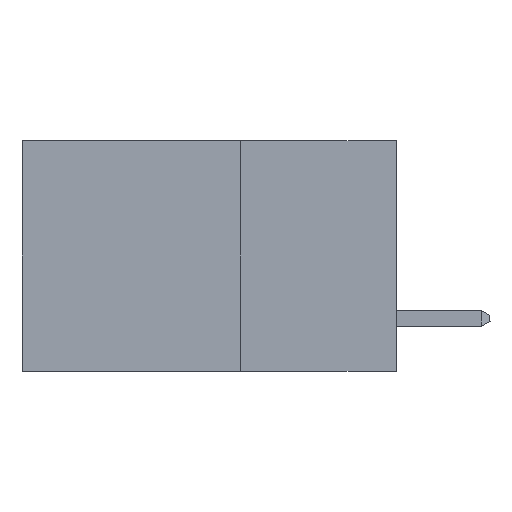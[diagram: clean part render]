
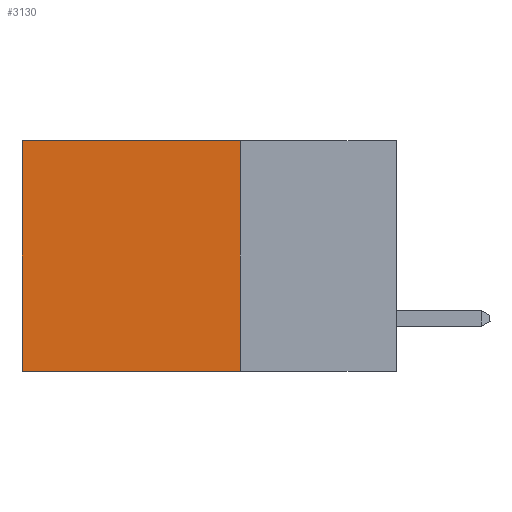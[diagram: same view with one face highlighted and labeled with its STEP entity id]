
A CAD part, left-side view. The second image highlights one B-rep face of the part: STEP entity #3130.
In plain terms, the highlighted planar face has unit normal (-1, 0, 0).
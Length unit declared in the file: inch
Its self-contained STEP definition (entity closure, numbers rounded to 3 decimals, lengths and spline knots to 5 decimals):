
#104 = FACE_OUTER_BOUND ( 'NONE', #10156, .T. ) ;
#632 = VERTEX_POINT ( 'NONE', #5444 ) ;
#759 = ORIENTED_EDGE ( 'NONE', *, *, #3470, .F. ) ;
#1013 = CARTESIAN_POINT ( 'NONE',  ( 0.298, 0.6, 0. ) ) ;
#2123 = VECTOR ( 'NONE', #8931, 39.37008 ) ;
#2220 = DIRECTION ( 'NONE',  ( 0., 1., 0. ) ) ;
#2223 = CARTESIAN_POINT ( 'NONE',  ( 0.298, 0.25, -0.37 ) ) ;
#2903 = CARTESIAN_POINT ( 'NONE',  ( 0.298, 0.6, -0.37 ) ) ;
#3024 = DIRECTION ( 'NONE',  ( 0., 1., 0. ) ) ;
#3130 = ADVANCED_FACE ( 'NONE', ( #104 ), #8186, .F. ) ;
#3355 = CARTESIAN_POINT ( 'NONE',  ( 0.298, 0.25, -0.37 ) ) ;
#3366 = EDGE_CURVE ( 'NONE', #6035, #6396, #4504, .T. ) ;
#3425 = ORIENTED_EDGE ( 'NONE', *, *, #3366, .T. ) ;
#3470 = EDGE_CURVE ( 'NONE', #632, #8077, #9604, .T. ) ;
#4504 = LINE ( 'NONE', #8817, #2123 ) ;
#4901 = CARTESIAN_POINT ( 'NONE',  ( 0.298, 0.25, 0. ) ) ;
#5444 = CARTESIAN_POINT ( 'NONE',  ( 0.298, 0.25, 0. ) ) ;
#6035 = VERTEX_POINT ( 'NONE', #1013 ) ;
#6049 = EDGE_CURVE ( 'NONE', #632, #6035, #6209, .T. ) ;
#6209 = LINE ( 'NONE', #9509, #10179 ) ;
#6396 = VERTEX_POINT ( 'NONE', #2903 ) ;
#6473 = LINE ( 'NONE', #2223, #8380 ) ;
#6499 = DIRECTION ( 'NONE',  ( 0., 0., -1. ) ) ;
#6514 = DIRECTION ( 'NONE',  ( 1., 0., 0. ) ) ;
#7224 = ORIENTED_EDGE ( 'NONE', *, *, #10171, .F. ) ;
#7794 = VECTOR ( 'NONE', #10254, 39.37008 ) ;
#8077 = VERTEX_POINT ( 'NONE', #3355 ) ;
#8186 = PLANE ( 'NONE',  #8207 ) ;
#8207 = AXIS2_PLACEMENT_3D ( 'NONE', #4901, #6514, #6499 ) ;
#8380 = VECTOR ( 'NONE', #3024, 39.37008 ) ;
#8817 = CARTESIAN_POINT ( 'NONE',  ( 0.298, 0.6, 0. ) ) ;
#8931 = DIRECTION ( 'NONE',  ( 0., 0., -1. ) ) ;
#9443 = ORIENTED_EDGE ( 'NONE', *, *, #6049, .T. ) ;
#9509 = CARTESIAN_POINT ( 'NONE',  ( 0.298, 0.25, 0. ) ) ;
#9604 = LINE ( 'NONE', #9659, #7794 ) ;
#9659 = CARTESIAN_POINT ( 'NONE',  ( 0.298, 0.25, 0. ) ) ;
#10156 = EDGE_LOOP ( 'NONE', ( #3425, #7224, #759, #9443 ) ) ;
#10171 = EDGE_CURVE ( 'NONE', #8077, #6396, #6473, .T. ) ;
#10179 = VECTOR ( 'NONE', #2220, 39.37008 ) ;
#10254 = DIRECTION ( 'NONE',  ( 0., 0., -1. ) ) ;
